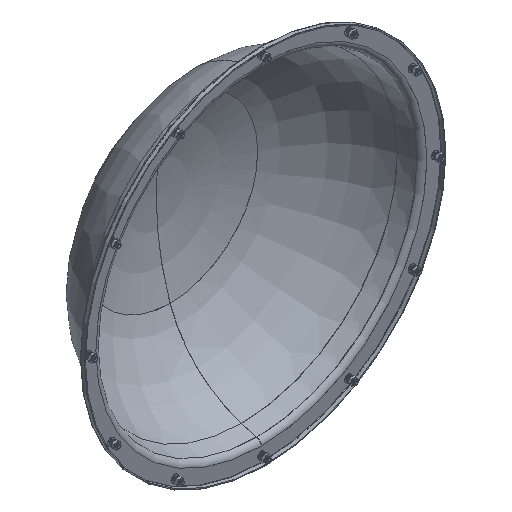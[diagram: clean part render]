
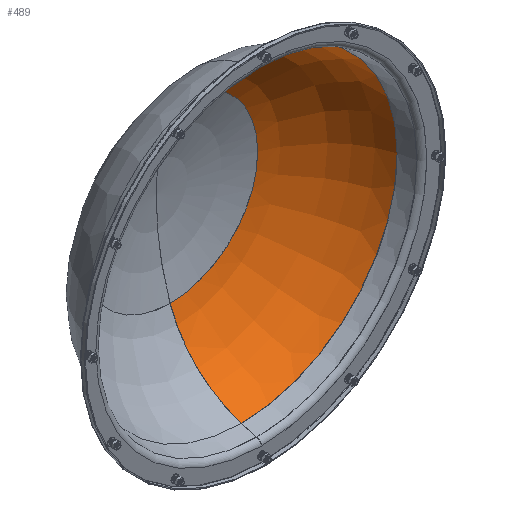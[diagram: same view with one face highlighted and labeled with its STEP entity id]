
A CAD part, isometric view. The second image highlights one B-rep face of the part: STEP entity #489.
In plain terms, the highlighted toroidal (fillet/blend) face has major radius 137.16 mm and minor radius 290.312 mm.
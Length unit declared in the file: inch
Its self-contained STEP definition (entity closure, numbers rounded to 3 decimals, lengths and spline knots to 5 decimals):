
#269 = EDGE_CURVE ( 'NONE', #427, #273, #2395, .T. ) ;
#272 = VERTEX_POINT ( 'NONE', #2396 ) ;
#273 = VERTEX_POINT ( 'NONE', #2403 ) ;
#385 = VERTEX_POINT ( 'NONE', #2736 ) ;
#397 = EDGE_CURVE ( 'NONE', #385, #272, #2629, .T. ) ;
#427 = VERTEX_POINT ( 'NONE', #2849 ) ;
#489 = ADVANCED_FACE ( 'NONE', ( #3025 ), #3001, .F. ) ;
#493 = ORIENTED_EDGE ( 'NONE', *, *, #269, .F. ) ;
#497 = EDGE_CURVE ( 'NONE', #272, #273, #2981, .T. ) ;
#498 = ORIENTED_EDGE ( 'NONE', *, *, #397, .T. ) ;
#502 = EDGE_CURVE ( 'NONE', #385, #427, #2985, .T. ) ;
#657 = ORIENTED_EDGE ( 'NONE', *, *, #502, .F. ) ;
#668 = ORIENTED_EDGE ( 'NONE', *, *, #497, .T. ) ;
#933 = EDGE_LOOP ( 'NONE', ( #493, #657, #498, #668 ) ) ;
#2389 = DIRECTION ( 'NONE',  ( 0., 0., -1. ) ) ;
#2390 = DIRECTION ( 'NONE',  ( 1., 0., 0. ) ) ;
#2391 = AXIS2_PLACEMENT_3D ( 'NONE', #2402, #2390, #2389 ) ;
#2395 = CIRCLE ( 'NONE', #2391, 11.4296 ) ;
#2396 = CARTESIAN_POINT ( 'NONE',  ( 0., 2.50798, -16.32796 ) ) ;
#2402 = CARTESIAN_POINT ( 'NONE',  ( 0., -0.84101, 5.40001 ) ) ;
#2403 = CARTESIAN_POINT ( 'NONE',  ( 0., 2.50798, 16.32796 ) ) ;
#2624 = CARTESIAN_POINT ( 'NONE',  ( 0., -0.84101, -5.40001 ) ) ;
#2628 = DIRECTION ( 'NONE',  ( -1., 0., 0. ) ) ;
#2629 = CIRCLE ( 'NONE', #2741, 11.4296 ) ;
#2736 = CARTESIAN_POINT ( 'NONE',  ( 0., 9.9508, -9.16466 ) ) ;
#2741 = AXIS2_PLACEMENT_3D ( 'NONE', #2624, #2628, #2764 ) ;
#2764 = DIRECTION ( 'NONE',  ( 0., 0., 1. ) ) ;
#2849 = CARTESIAN_POINT ( 'NONE',  ( 0., 9.9508, 9.16466 ) ) ;
#2975 = CARTESIAN_POINT ( 'NONE',  ( 0., 9.9508, 0. ) ) ;
#2978 = DIRECTION ( 'NONE',  ( 0., 0., -1. ) ) ;
#2979 = DIRECTION ( 'NONE',  ( 0., -1., 0. ) ) ;
#2980 = AXIS2_PLACEMENT_3D ( 'NONE', #2984, #2979, #2978 ) ;
#2981 = CIRCLE ( 'NONE', #2980, 16.32796 ) ;
#2984 = CARTESIAN_POINT ( 'NONE',  ( 0., 2.50798, 0. ) ) ;
#2985 = CIRCLE ( 'NONE', #2987, 9.16466 ) ;
#2987 = AXIS2_PLACEMENT_3D ( 'NONE', #2975, #2997, #3015 ) ;
#2989 = DIRECTION ( 'NONE',  ( 0., 0., -1. ) ) ;
#2993 = CARTESIAN_POINT ( 'NONE',  ( 0., -0.84101, 0. ) ) ;
#2997 = DIRECTION ( 'NONE',  ( 0., -1., 0. ) ) ;
#3000 = AXIS2_PLACEMENT_3D ( 'NONE', #2993, #3003, #2989 ) ;
#3001 = TOROIDAL_SURFACE ( 'NONE', #3000, 5.40001, 11.4296 ) ;
#3003 = DIRECTION ( 'NONE',  ( 0., -1., 0. ) ) ;
#3015 = DIRECTION ( 'NONE',  ( 0., 0., -1. ) ) ;
#3025 = FACE_OUTER_BOUND ( 'NONE', #933, .T. ) ;
